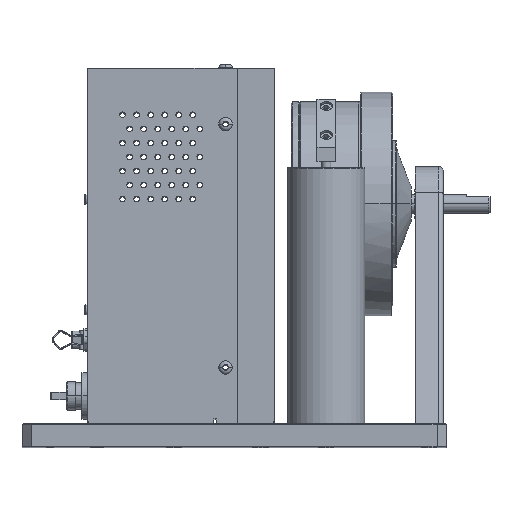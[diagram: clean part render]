
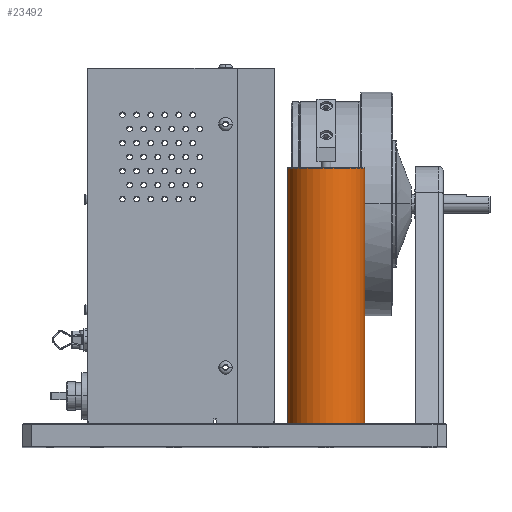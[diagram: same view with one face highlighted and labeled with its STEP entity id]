
A CAD part, top view. The second image highlights one B-rep face of the part: STEP entity #23492.
In plain terms, the highlighted cylindrical face has radius 26.187 mm (diameter 52.375 mm), a partial arc.
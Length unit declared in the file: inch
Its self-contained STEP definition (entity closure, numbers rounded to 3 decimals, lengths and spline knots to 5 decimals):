
#1806 = VECTOR ( 'NONE', #29409, 39.37008 ) ;
#2150 = VERTEX_POINT ( 'NONE', #16247 ) ;
#2967 = VECTOR ( 'NONE', #52522, 39.37008 ) ;
#2992 = CARTESIAN_POINT ( 'NONE',  ( 9.161, 0.63, 3.82 ) ) ;
#3514 = CARTESIAN_POINT ( 'NONE',  ( 8.13, 0.63, 3.82 ) ) ;
#6101 = EDGE_LOOP ( 'NONE', ( #45673, #50426, #11460, #7295 ) ) ;
#6724 = EDGE_CURVE ( 'NONE', #2150, #27756, #30001, .T. ) ;
#7295 = ORIENTED_EDGE ( 'NONE', *, *, #14819, .F. ) ;
#7602 = DIRECTION ( 'NONE',  ( -1., 0., 0. ) ) ;
#11460 = ORIENTED_EDGE ( 'NONE', *, *, #6724, .T. ) ;
#11970 = AXIS2_PLACEMENT_3D ( 'NONE', #39816, #15186, #39994 ) ;
#12409 = FACE_OUTER_BOUND ( 'NONE', #6101, .T. ) ;
#12600 = LINE ( 'NONE', #37243, #1806 ) ;
#14819 = EDGE_CURVE ( 'NONE', #28892, #27756, #12600, .T. ) ;
#15186 = DIRECTION ( 'NONE',  ( 0., -1., 0. ) ) ;
#15551 = VERTEX_POINT ( 'NONE', #42190 ) ;
#16247 = CARTESIAN_POINT ( 'NONE',  ( 7.099, 0.63, 3.82 ) ) ;
#17035 = CARTESIAN_POINT ( 'NONE',  ( 8.13, 7.452, 3.82 ) ) ;
#18337 = CIRCLE ( 'NONE', #36465, 1.031 ) ;
#19308 = AXIS2_PLACEMENT_3D ( 'NONE', #3514, #32082, #7602 ) ;
#19873 = CARTESIAN_POINT ( 'NONE',  ( 7.099, 0.0108, 3.82 ) ) ;
#21151 = DIRECTION ( 'NONE',  ( 1., 0., 0. ) ) ;
#23492 = ADVANCED_FACE ( 'NONE', ( #12409 ), #27754, .T. ) ;
#27754 = CYLINDRICAL_SURFACE ( 'NONE', #11970, 1.031 ) ;
#27756 = VERTEX_POINT ( 'NONE', #2992 ) ;
#28892 = VERTEX_POINT ( 'NONE', #43195 ) ;
#29409 = DIRECTION ( 'NONE',  ( 0., -1., 0. ) ) ;
#30001 = CIRCLE ( 'NONE', #19308, 1.031 ) ;
#32082 = DIRECTION ( 'NONE',  ( 0., 1., 0. ) ) ;
#36465 = AXIS2_PLACEMENT_3D ( 'NONE', #17035, #45551, #21151 ) ;
#36788 = LINE ( 'NONE', #19873, #2967 ) ;
#36998 = EDGE_CURVE ( 'NONE', #15551, #2150, #36788, .T. ) ;
#37243 = CARTESIAN_POINT ( 'NONE',  ( 9.161, 0.0108, 3.82 ) ) ;
#39816 = CARTESIAN_POINT ( 'NONE',  ( 8.13, 0.0108, 3.82 ) ) ;
#39994 = DIRECTION ( 'NONE',  ( 1., 0., 0. ) ) ;
#42190 = CARTESIAN_POINT ( 'NONE',  ( 7.099, 7.452, 3.82 ) ) ;
#43195 = CARTESIAN_POINT ( 'NONE',  ( 9.161, 7.452, 3.82 ) ) ;
#45551 = DIRECTION ( 'NONE',  ( 0., -1., 0. ) ) ;
#45673 = ORIENTED_EDGE ( 'NONE', *, *, #49735, .T. ) ;
#49735 = EDGE_CURVE ( 'NONE', #28892, #15551, #18337, .T. ) ;
#50426 = ORIENTED_EDGE ( 'NONE', *, *, #36998, .T. ) ;
#52522 = DIRECTION ( 'NONE',  ( 0., -1., 0. ) ) ;
